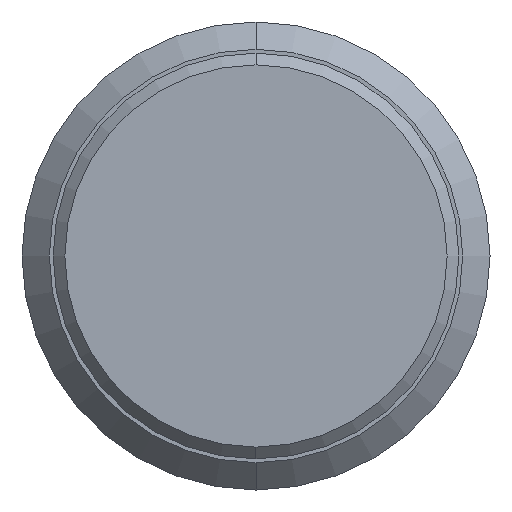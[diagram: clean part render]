
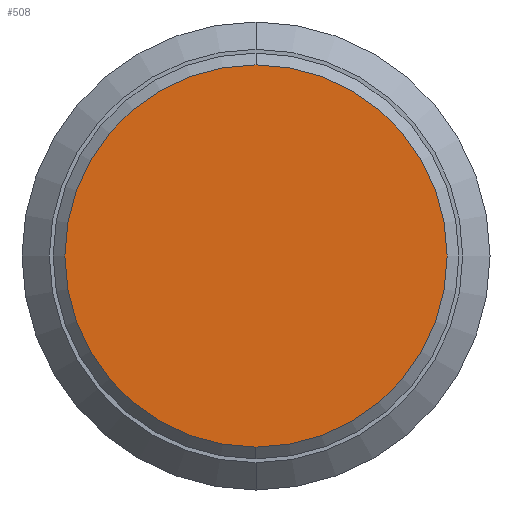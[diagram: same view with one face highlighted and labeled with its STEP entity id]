
A CAD part, front view. The second image highlights one B-rep face of the part: STEP entity #508.
In plain terms, the highlighted planar face has unit normal (0, -1, 0).
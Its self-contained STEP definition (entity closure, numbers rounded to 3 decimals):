
#508=ADVANCED_FACE('',(#1131),#1132,.T.);
#1131=FACE_OUTER_BOUND('',#1863,.T.);
#1132=PLANE('',#1864);
#1863=EDGE_LOOP('',(#3269,#3270));
#1864=AXIS2_PLACEMENT_3D('',#3271,#3272,#3273);
#3269=ORIENTED_EDGE('',*,*,#4546,.T.);
#3270=ORIENTED_EDGE('',*,*,#4690,.T.);
#3271=CARTESIAN_POINT('',(0.0,-8.0,2.45));
#3272=DIRECTION('',(0.0,-1.0,0.0));
#3273=DIRECTION('',(0.0,0.0,1.0));
#4546=EDGE_CURVE('',#5505,#5507,#5509,.T.);
#4690=EDGE_CURVE('',#5507,#5505,#5714,.T.);
#5505=VERTEX_POINT('',#7180);
#5507=VERTEX_POINT('',#7183);
#5509=CIRCLE('',#7186,4.9);
#5714=CIRCLE('',#7633,4.9);
#7180=CARTESIAN_POINT('',(0.0,-8.0,4.9));
#7183=CARTESIAN_POINT('',(0.,-8.0,-4.9));
#7186=AXIS2_PLACEMENT_3D('',#8434,#8435,#8436);
#7633=AXIS2_PLACEMENT_3D('',#8637,#8638,#8639);
#8434=CARTESIAN_POINT('',(0.0,-8.0,0.0));
#8435=DIRECTION('',(0.0,-1.0,0.0));
#8436=DIRECTION('',(0.0,0.0,1.0));
#8637=CARTESIAN_POINT('',(0.0,-8.0,0.0));
#8638=DIRECTION('',(0.0,-1.0,0.0));
#8639=DIRECTION('',(0.0,0.0,1.0));
